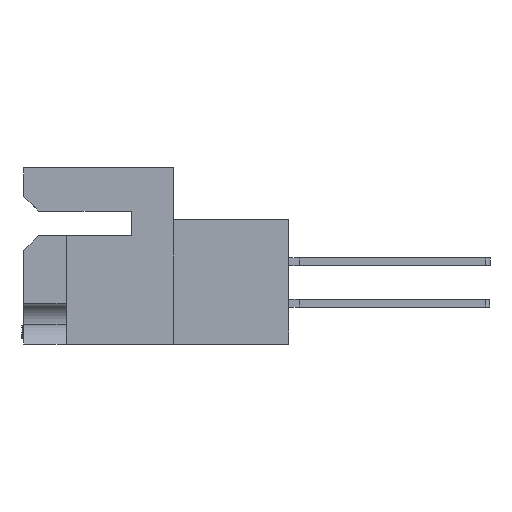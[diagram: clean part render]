
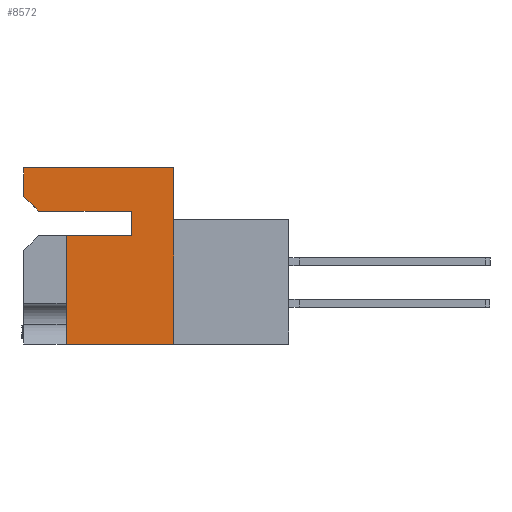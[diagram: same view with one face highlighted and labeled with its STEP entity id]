
A CAD part, left-side view. The second image highlights one B-rep face of the part: STEP entity #8572.
In plain terms, the highlighted planar face has unit normal (-1, 0, 0).
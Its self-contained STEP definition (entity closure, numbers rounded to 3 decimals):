
#683 = DIRECTION ( 'NONE',  ( 0., 1., 0. ) ) ;
#1966 = CARTESIAN_POINT ( 'NONE',  ( 0., 0., 0. ) ) ;
#2009 = VERTEX_POINT ( 'NONE', #29600 ) ;
#2212 = DIRECTION ( 'NONE',  ( 0., -0.707, -0.707 ) ) ;
#3715 = ORIENTED_EDGE ( 'NONE', *, *, #14704, .T. ) ;
#3813 = CARTESIAN_POINT ( 'NONE',  ( 0., 0., -3.302 ) ) ;
#4585 = CARTESIAN_POINT ( 'NONE',  ( 0., 3.251, -5.182 ) ) ;
#5020 = VECTOR ( 'NONE', #20425, 1000. ) ;
#5110 = EDGE_CURVE ( 'NONE', #26136, #7182, #10804, .T. ) ;
#6694 = CARTESIAN_POINT ( 'NONE',  ( 0., 3.251, -5.182 ) ) ;
#7182 = VERTEX_POINT ( 'NONE', #31422 ) ;
#7998 = VERTEX_POINT ( 'NONE', #13531 ) ;
#8113 = VECTOR ( 'NONE', #31592, 1000. ) ;
#8572 = ADVANCED_FACE ( 'NONE', ( #10390 ), #12644, .F. ) ;
#9294 = VECTOR ( 'NONE', #22279, 1000. ) ;
#9435 = VERTEX_POINT ( 'NONE', #32386 ) ;
#10016 = ORIENTED_EDGE ( 'NONE', *, *, #28360, .F. ) ;
#10125 = LINE ( 'NONE', #30160, #9294 ) ;
#10390 = FACE_OUTER_BOUND ( 'NONE', #31696, .T. ) ;
#10547 = LINE ( 'NONE', #6694, #5020 ) ;
#10804 = LINE ( 'NONE', #3813, #17161 ) ;
#11365 = EDGE_CURVE ( 'NONE', #2009, #12661, #26837, .T. ) ;
#12385 = ORIENTED_EDGE ( 'NONE', *, *, #18945, .F. ) ;
#12608 = LINE ( 'NONE', #22008, #24495 ) ;
#12644 = PLANE ( 'NONE',  #34835 ) ;
#12661 = VERTEX_POINT ( 'NONE', #14835 ) ;
#13531 = CARTESIAN_POINT ( 'NONE',  ( 0., 0., 0. ) ) ;
#13973 = EDGE_CURVE ( 'NONE', #9435, #27354, #31301, .T. ) ;
#14073 = VECTOR ( 'NONE', #683, 1000. ) ;
#14704 = EDGE_CURVE ( 'NONE', #9435, #7182, #30352, .T. ) ;
#14835 = CARTESIAN_POINT ( 'NONE',  ( 0., 8.255, -13.487 ) ) ;
#15360 = DIRECTION ( 'NONE',  ( 0., 0., -1. ) ) ;
#16955 = CARTESIAN_POINT ( 'NONE',  ( 0., -8.814, -13.487 ) ) ;
#17161 = VECTOR ( 'NONE', #23125, 1000. ) ;
#17680 = ORIENTED_EDGE ( 'NONE', *, *, #5110, .F. ) ;
#18043 = ORIENTED_EDGE ( 'NONE', *, *, #29101, .F. ) ;
#18120 = ORIENTED_EDGE ( 'NONE', *, *, #22727, .F. ) ;
#18252 = LINE ( 'NONE', #33121, #27192 ) ;
#18654 = ORIENTED_EDGE ( 'NONE', *, *, #23686, .F. ) ;
#18945 = EDGE_CURVE ( 'NONE', #21416, #26136, #10547, .T. ) ;
#20400 = LINE ( 'NONE', #34423, #8113 ) ;
#20425 = DIRECTION ( 'NONE',  ( 0., 0., 1. ) ) ;
#20785 = DIRECTION ( 'NONE',  ( 0., 0., 1. ) ) ;
#21416 = VERTEX_POINT ( 'NONE', #4585 ) ;
#22008 = CARTESIAN_POINT ( 'NONE',  ( 0., 11.506, 0. ) ) ;
#22018 = VERTEX_POINT ( 'NONE', #35047 ) ;
#22279 = DIRECTION ( 'NONE',  ( 0., -1., 0. ) ) ;
#22727 = EDGE_CURVE ( 'NONE', #22018, #21416, #10125, .T. ) ;
#23101 = VECTOR ( 'NONE', #2212, 1000. ) ;
#23125 = DIRECTION ( 'NONE',  ( 0., 1., 0. ) ) ;
#23686 = EDGE_CURVE ( 'NONE', #27354, #7998, #12608, .T. ) ;
#24495 = VECTOR ( 'NONE', #27506, 1000. ) ;
#24505 = VECTOR ( 'NONE', #20785, 1000. ) ;
#26136 = VERTEX_POINT ( 'NONE', #31100 ) ;
#26837 = LINE ( 'NONE', #16955, #14073 ) ;
#27192 = VECTOR ( 'NONE', #27801, 1000. ) ;
#27354 = VERTEX_POINT ( 'NONE', #31014 ) ;
#27506 = DIRECTION ( 'NONE',  ( 0., -1., 0. ) ) ;
#27801 = DIRECTION ( 'NONE',  ( 0., 0., -1. ) ) ;
#28360 = EDGE_CURVE ( 'NONE', #12661, #22018, #20400, .T. ) ;
#29101 = EDGE_CURVE ( 'NONE', #7998, #2009, #18252, .T. ) ;
#29600 = CARTESIAN_POINT ( 'NONE',  ( 0., 0., -13.487 ) ) ;
#30160 = CARTESIAN_POINT ( 'NONE',  ( 0., 0., -5.182 ) ) ;
#30352 = LINE ( 'NONE', #31785, #23101 ) ;
#31014 = CARTESIAN_POINT ( 'NONE',  ( 0., 11.506, 0. ) ) ;
#31100 = CARTESIAN_POINT ( 'NONE',  ( 0., 3.251, -3.302 ) ) ;
#31301 = LINE ( 'NONE', #32228, #24505 ) ;
#31422 = CARTESIAN_POINT ( 'NONE',  ( 0., 10.363, -3.302 ) ) ;
#31592 = DIRECTION ( 'NONE',  ( 0., 0., 1. ) ) ;
#31649 = DIRECTION ( 'NONE',  ( 1., 0., 0. ) ) ;
#31696 = EDGE_LOOP ( 'NONE', ( #33675, #18043, #18654, #33100, #3715, #17680, #12385, #18120, #10016 ) ) ;
#31785 = CARTESIAN_POINT ( 'NONE',  ( 0., 10.363, -3.302 ) ) ;
#32228 = CARTESIAN_POINT ( 'NONE',  ( 0., 11.506, -13.487 ) ) ;
#32386 = CARTESIAN_POINT ( 'NONE',  ( 0., 11.506, -2.159 ) ) ;
#33100 = ORIENTED_EDGE ( 'NONE', *, *, #13973, .F. ) ;
#33121 = CARTESIAN_POINT ( 'NONE',  ( 0., 0., 0. ) ) ;
#33675 = ORIENTED_EDGE ( 'NONE', *, *, #11365, .F. ) ;
#34423 = CARTESIAN_POINT ( 'NONE',  ( 0., 8.255, -5.182 ) ) ;
#34835 = AXIS2_PLACEMENT_3D ( 'NONE', #1966, #31649, #15360 ) ;
#35047 = CARTESIAN_POINT ( 'NONE',  ( 0., 8.255, -5.182 ) ) ;
